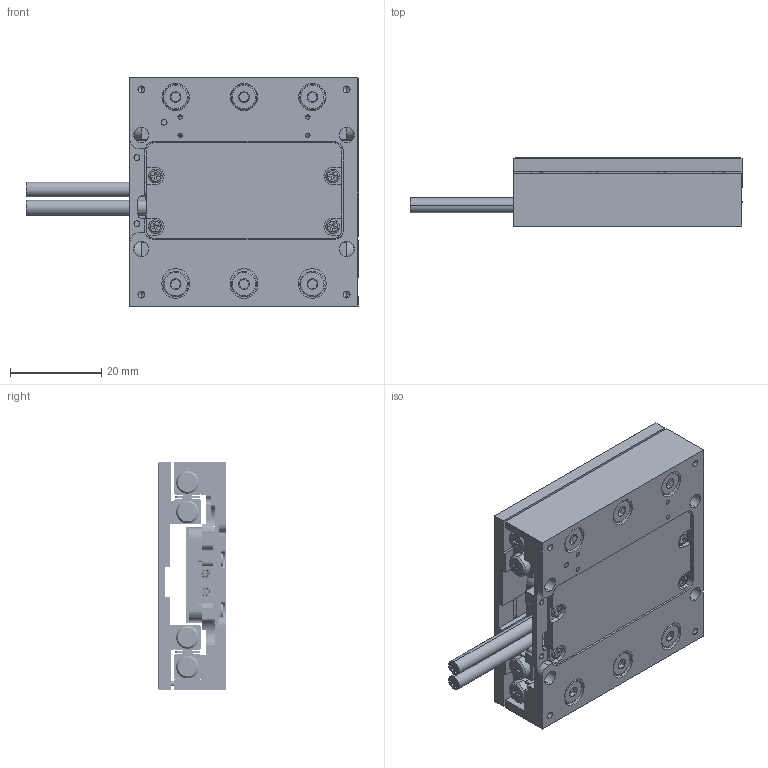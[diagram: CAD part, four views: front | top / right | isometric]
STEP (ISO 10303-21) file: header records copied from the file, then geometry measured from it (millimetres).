
FILE_DESCRIPTION (( 'STEP AP214' ), '1' );
FILE_NAME ('PPS-50-X12XX.STEP', '2025-01-21T21:08:17', ( '' ), ( '' ), 'SwSTEP 2.0', 'SolidWorks 2023', '' );
FILE_SCHEMA (( 'AUTOMOTIVE_DESIGN' ));
Length unit declared in the file: millimetre
Products named in the file (13): 110375 Motor, Linear, Sierramotion 2051-1-000-XX Series, Coil_DEMO; SCREW, MS-PPH, M-JCIS_M2.5 x 0.45 x 6mm; PPS-50LM, Base_Master Part_L50; PPS-50-X12XX; Cage, Slide Way, NB, SV2000_SV 2045-8Z; SCREW, MS-PPH, M-JCIS_M2 x 0.4 x 4mm; SCREW, MS-PPH, M-JCIS_M2 x 0.4 x 5mm; 130325 Bearing, Slide Way, NB, SV2000_SV 2045; Screw, SHCS-L, M-DIN_M3 x 0.5 x 08mm; Cooner Black Cable_L30; SCREW, MS-PPH, M-JCIS_M1.2 x 0.25 x 3mm; 431785 Cable Clamp, PPS-50LM; PPS-50LM, Carriage_Master Part_50, Piezo Motor Version 
Assembly tree (31 placements, depth 2):
  PPS-50-X12XX
    PPS-50LM, Base_Master Part_L50
    PPS-50LM, Carriage_Master Part_50, Piezo Motor Version 
    130325 Bearing, Slide Way, NB, SV2000_SV 2045  x4
    Cage, Slide Way, NB, SV2000_SV 2045-8Z  x2
    SCREW, MS-PPH, M-JCIS_M1.2 x 0.25 x 3mm
    110375 Motor, Linear, Sierramotion 2051-1-000-XX Series, Coil_DEMO
    SCREW, MS-PPH, M-JCIS_M2 x 0.4 x 4mm  x4
    Cooner Black Cable_L30  x2
    SCREW, MS-PPH, M-JCIS_M2 x 0.4 x 5mm  x2
    431785 Cable Clamp, PPS-50LM
    SCREW, MS-PPH, M-JCIS_M2.5 x 0.45 x 6mm  x6
    Screw, SHCS-L, M-DIN_M3 x 0.5 x 08mm  x6
Bounding box: 72.8 x 15 x 50 mm (x, y, z)
Volume: 27047.4 mm3; surface area: 27343.9 mm2
Topology: 57 solids, 57 shells, 1455 faces, 3591 edges, 2285 vertices
Faces by surface type: plane 780, cylinder 423, torus 126, cone 78, bspline 48
Entity records: 68908 total; most frequent: CARTESIAN_POINT 49005, DIRECTION 4161, ORIENTED_EDGE 3944, EDGE_CURVE 1972, AXIS2_PLACEMENT_3D 1496, VERTEX_POINT 1280, VECTOR 1169, LINE 1169
